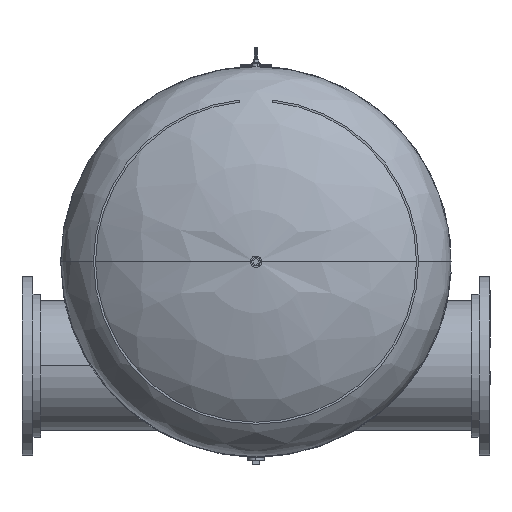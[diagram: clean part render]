
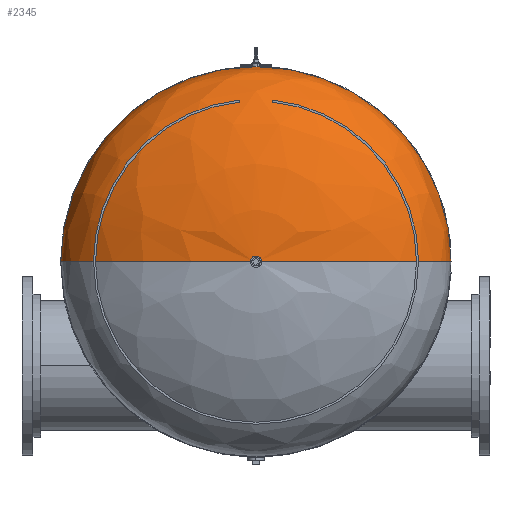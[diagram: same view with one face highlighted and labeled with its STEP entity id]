
A CAD part, front view. The second image highlights one B-rep face of the part: STEP entity #2345.
In plain terms, the highlighted free-form (B-spline) face has degree [3, 3] with [4, 4] control points.
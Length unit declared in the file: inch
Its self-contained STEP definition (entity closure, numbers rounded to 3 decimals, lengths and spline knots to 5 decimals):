
#275 = CARTESIAN_POINT ( 'NONE',  ( -30., 1.09375, 0. ) ) ;
#494 = EDGE_LOOP ( 'NONE', ( #4253, #4743, #14894, #12218, #10000 ) ) ;
#726 = CARTESIAN_POINT ( 'NONE',  ( -0.75, 16.24526, 0. ) ) ;
#1411 = CARTESIAN_POINT ( 'NONE',  ( 30., 9.79706, 0. ) ) ;
#1874 = VERTEX_POINT ( 'NONE', #17385 ) ;
#2287 = VERTEX_POINT ( 'NONE', #18383 ) ;
#2345 = ADVANCED_FACE ( 'NONE', ( #4813 ), #17394, .F. ) ;
#2662 =( BOUNDED_CURVE ( )  B_SPLINE_CURVE ( 3, ( #7333, #8680, #15140, #13608 ),
 .UNSPECIFIED., .F., .F. ) 
 B_SPLINE_CURVE_WITH_KNOTS ( ( 4, 4 ),
 ( 4.73739, 6.28319 ),
 .UNSPECIFIED. ) 
 CURVE ( )  GEOMETRIC_REPRESENTATION_ITEM ( )  RATIONAL_B_SPLINE_CURVE ( ( 1., 0.811, 0.811, 1. ) ) 
 REPRESENTATION_ITEM ( '' )  );
#2886 = DIRECTION ( 'NONE',  ( 1., 0., 0. ) ) ;
#3260 = CARTESIAN_POINT ( 'NONE',  ( -17.97178, 16.02768, 0. ) ) ;
#3368 = CARTESIAN_POINT ( 'NONE',  ( 30., 9.79706, -60. ) ) ;
#4253 = ORIENTED_EDGE ( 'NONE', *, *, #11484, .F. ) ;
#4271 = CARTESIAN_POINT ( 'NONE',  ( 0.75, 16.24526, 0. ) ) ;
#4743 = ORIENTED_EDGE ( 'NONE', *, *, #16034, .T. ) ;
#4813 = FACE_OUTER_BOUND ( 'NONE', #494, .T. ) ;
#4911 = CARTESIAN_POINT ( 'NONE',  ( 0.75, 16.24526, 0. ) ) ;
#5422 = AXIS2_PLACEMENT_3D ( 'NONE', #5876, #19964, #12157 ) ;
#5672 = DIRECTION ( 'NONE',  ( 0., -1., 0. ) ) ;
#5876 = CARTESIAN_POINT ( 'NONE',  ( 0., 1.09375, 0. ) ) ;
#6250 = CARTESIAN_POINT ( 'NONE',  ( -17.97178, 16.02768, -35.94357 ) ) ;
#6359 = CARTESIAN_POINT ( 'NONE',  ( -0.75, 16.24526, -1.5 ) ) ;
#6769 =( BOUNDED_CURVE ( )  B_SPLINE_CURVE ( 3, ( #726, #9156, #12341, #18708 ),
 .UNSPECIFIED., .F., .F. ) 
 B_SPLINE_CURVE_WITH_KNOTS ( ( 4, 4 ),
 ( 4.73739, 6.28319 ),
 .UNSPECIFIED. ) 
 CURVE ( )  GEOMETRIC_REPRESENTATION_ITEM ( )  RATIONAL_B_SPLINE_CURVE ( ( 1., 0.811, 0.811, 1. ) ) 
 REPRESENTATION_ITEM ( '' )  );
#7333 = CARTESIAN_POINT ( 'NONE',  ( 0.75, 16.24526, 0. ) ) ;
#7701 = CARTESIAN_POINT ( 'NONE',  ( -0.75, 16.24526, 0. ) ) ;
#8637 = AXIS2_PLACEMENT_3D ( 'NONE', #10720, #5672, #2886 ) ;
#8680 = CARTESIAN_POINT ( 'NONE',  ( 17.97178, 16.02768, 0. ) ) ;
#9028 = CIRCLE ( 'NONE', #5422, 30. ) ;
#9156 = CARTESIAN_POINT ( 'NONE',  ( -17.97178, 16.02768, 0. ) ) ;
#9241 = CARTESIAN_POINT ( 'NONE',  ( 17.97178, 16.02768, -35.94357 ) ) ;
#9658 = CARTESIAN_POINT ( 'NONE',  ( -30., 1.09375, -60. ) ) ;
#10000 = ORIENTED_EDGE ( 'NONE', *, *, #10543, .F. ) ;
#10257 = EDGE_CURVE ( 'NONE', #13039, #13382, #2662, .T. ) ;
#10543 = EDGE_CURVE ( 'NONE', #17646, #13382, #9028, .T. ) ;
#10720 = CARTESIAN_POINT ( 'NONE',  ( 0., 16.24526, 0. ) ) ;
#10819 = AXIS2_PLACEMENT_3D ( 'NONE', #18253, #13837, #12082 ) ;
#11093 = CARTESIAN_POINT ( 'NONE',  ( 30., 1.09375, -60. ) ) ;
#11130 = CARTESIAN_POINT ( 'NONE',  ( -30., 1.09375, 0. ) ) ;
#11484 = EDGE_CURVE ( 'NONE', #2287, #17646, #6769, .T. ) ;
#12082 = DIRECTION ( 'NONE',  ( 1., 0., 0. ) ) ;
#12157 = DIRECTION ( 'NONE',  ( 1., 0., 0. ) ) ;
#12218 = ORIENTED_EDGE ( 'NONE', *, *, #10257, .T. ) ;
#12341 = CARTESIAN_POINT ( 'NONE',  ( -30., 9.79706, 0. ) ) ;
#13039 = VERTEX_POINT ( 'NONE', #4271 ) ;
#13123 = EDGE_CURVE ( 'NONE', #1874, #13039, #19347, .T. ) ;
#13382 = VERTEX_POINT ( 'NONE', #17434 ) ;
#13608 = CARTESIAN_POINT ( 'NONE',  ( 30., 1.09375, 0. ) ) ;
#13837 = DIRECTION ( 'NONE',  ( 0., -1., 0. ) ) ;
#14894 = ORIENTED_EDGE ( 'NONE', *, *, #13123, .T. ) ;
#15140 = CARTESIAN_POINT ( 'NONE',  ( 30., 9.79706, 0. ) ) ;
#15507 = CARTESIAN_POINT ( 'NONE',  ( -30., 9.79706, -60. ) ) ;
#15706 = CARTESIAN_POINT ( 'NONE',  ( 17.97178, 16.02768, 0. ) ) ;
#16034 = EDGE_CURVE ( 'NONE', #2287, #1874, #18147, .T. ) ;
#17258 = CARTESIAN_POINT ( 'NONE',  ( 0.75, 16.24526, -1.5 ) ) ;
#17358 = CARTESIAN_POINT ( 'NONE',  ( 30., 1.09375, 0. ) ) ;
#17385 = CARTESIAN_POINT ( 'NONE',  ( 0., 16.24526, -0.75 ) ) ;
#17394 =( BOUNDED_SURFACE ( )  B_SPLINE_SURFACE ( 3, 3, ( 
 ( #7701, #6359, #17258, #4911 ),
 ( #3260, #6250, #9241, #15706 ),
 ( #20232, #15507, #3368, #1411 ),
 ( #275, #9658, #11093, #17358 ) ),
 .UNSPECIFIED., .F., .F., .F. ) 
 B_SPLINE_SURFACE_WITH_KNOTS ( ( 4, 4 ),
 ( 4, 4 ),
 ( 0., 1. ),
 ( 0., 1. ),
 .UNSPECIFIED. ) 
 GEOMETRIC_REPRESENTATION_ITEM ( )  RATIONAL_B_SPLINE_SURFACE ( (
 ( 1., 0.333, 0.333, 1.),
 ( 0.811, 0.27, 0.27, 0.811),
 ( 0.811, 0.27, 0.27, 0.811),
 ( 1., 0.333, 0.333, 1.) ) ) 
 REPRESENTATION_ITEM ( '' )  SURFACE ( )  );
#17434 = CARTESIAN_POINT ( 'NONE',  ( 30., 1.09375, 0. ) ) ;
#17646 = VERTEX_POINT ( 'NONE', #11130 ) ;
#18147 = CIRCLE ( 'NONE', #8637, 0.75 ) ;
#18253 = CARTESIAN_POINT ( 'NONE',  ( 0., 16.24526, 0. ) ) ;
#18383 = CARTESIAN_POINT ( 'NONE',  ( -0.75, 16.24526, 0. ) ) ;
#18708 = CARTESIAN_POINT ( 'NONE',  ( -30., 1.09375, 0. ) ) ;
#19347 = CIRCLE ( 'NONE', #10819, 0.75 ) ;
#19964 = DIRECTION ( 'NONE',  ( 0., -1., 0. ) ) ;
#20232 = CARTESIAN_POINT ( 'NONE',  ( -30., 9.79706, 0. ) ) ;
